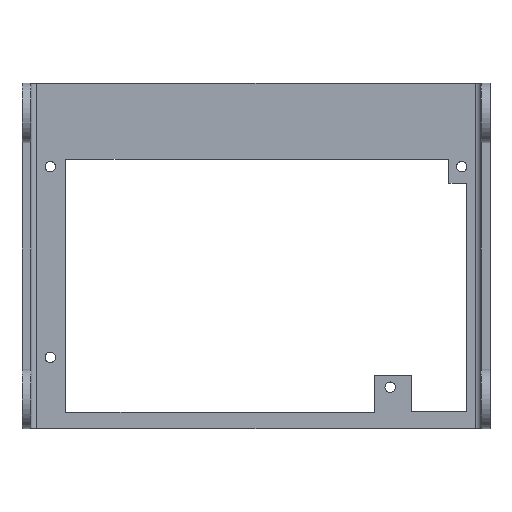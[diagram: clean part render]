
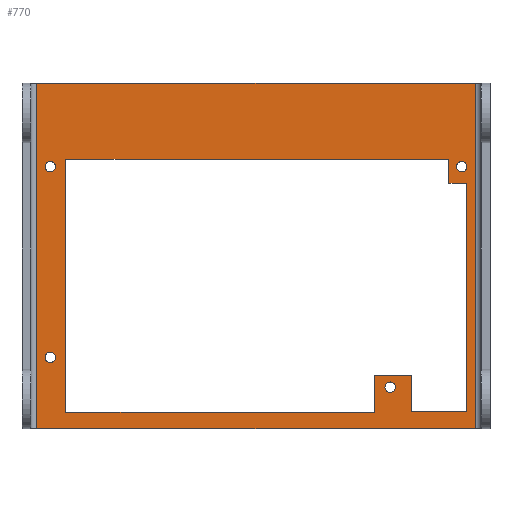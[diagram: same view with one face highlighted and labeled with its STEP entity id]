
A CAD part, top view. The second image highlights one B-rep face of the part: STEP entity #770.
In plain terms, the highlighted planar face has unit normal (0, 0, 1).
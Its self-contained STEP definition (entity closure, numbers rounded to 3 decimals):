
#23=FACE_BOUND('',#125,.T.);
#24=FACE_BOUND('',#126,.T.);
#25=FACE_BOUND('',#127,.T.);
#26=FACE_BOUND('',#128,.T.);
#27=FACE_BOUND('',#129,.T.);
#44=PLANE('',#842);
#78=FACE_OUTER_BOUND('',#124,.T.);
#124=EDGE_LOOP('',(#633,#634,#635,#636));
#125=EDGE_LOOP('',(#637,#638,#639,#640,#641,#642,#643,#644,#645,#646));
#126=EDGE_LOOP('',(#647));
#127=EDGE_LOOP('',(#648));
#128=EDGE_LOOP('',(#649));
#129=EDGE_LOOP('',(#650));
#152=LINE('',#1090,#232);
#159=LINE('',#1117,#239);
#194=LINE('',#1210,#274);
#195=LINE('',#1212,#275);
#196=LINE('',#1215,#276);
#197=LINE('',#1217,#277);
#198=LINE('',#1219,#278);
#199=LINE('',#1221,#279);
#200=LINE('',#1223,#280);
#201=LINE('',#1225,#281);
#202=LINE('',#1227,#282);
#203=LINE('',#1229,#283);
#204=LINE('',#1231,#284);
#205=LINE('',#1232,#285);
#232=VECTOR('',#876,10.);
#239=VECTOR('',#899,10.);
#274=VECTOR('',#994,10.);
#275=VECTOR('',#997,10.);
#276=VECTOR('',#998,10.);
#277=VECTOR('',#999,10.);
#278=VECTOR('',#1000,10.);
#279=VECTOR('',#1001,10.);
#280=VECTOR('',#1002,10.);
#281=VECTOR('',#1003,10.);
#282=VECTOR('',#1004,10.);
#283=VECTOR('',#1005,10.);
#284=VECTOR('',#1006,10.);
#285=VECTOR('',#1007,10.);
#331=CIRCLE('',#843,1.75);
#332=CIRCLE('',#844,1.75);
#333=CIRCLE('',#845,1.75);
#334=CIRCLE('',#846,1.75);
#339=VERTEX_POINT('',#1083);
#342=VERTEX_POINT('',#1088);
#351=VERTEX_POINT('',#1110);
#354=VERTEX_POINT('',#1115);
#383=VERTEX_POINT('',#1213);
#384=VERTEX_POINT('',#1214);
#385=VERTEX_POINT('',#1216);
#386=VERTEX_POINT('',#1218);
#387=VERTEX_POINT('',#1220);
#388=VERTEX_POINT('',#1222);
#389=VERTEX_POINT('',#1224);
#390=VERTEX_POINT('',#1226);
#391=VERTEX_POINT('',#1228);
#392=VERTEX_POINT('',#1230);
#393=VERTEX_POINT('',#1233);
#394=VERTEX_POINT('',#1235);
#395=VERTEX_POINT('',#1237);
#396=VERTEX_POINT('',#1239);
#414=EDGE_CURVE('',#342,#339,#152,.T.);
#427=EDGE_CURVE('',#354,#351,#159,.T.);
#474=EDGE_CURVE('',#339,#354,#194,.T.);
#475=EDGE_CURVE('',#342,#351,#195,.T.);
#476=EDGE_CURVE('',#383,#384,#196,.T.);
#477=EDGE_CURVE('',#384,#385,#197,.T.);
#478=EDGE_CURVE('',#385,#386,#198,.T.);
#479=EDGE_CURVE('',#386,#387,#199,.T.);
#480=EDGE_CURVE('',#387,#388,#200,.T.);
#481=EDGE_CURVE('',#388,#389,#201,.T.);
#482=EDGE_CURVE('',#389,#390,#202,.T.);
#483=EDGE_CURVE('',#390,#391,#203,.T.);
#484=EDGE_CURVE('',#391,#392,#204,.T.);
#485=EDGE_CURVE('',#392,#383,#205,.T.);
#486=EDGE_CURVE('',#393,#393,#331,.T.);
#487=EDGE_CURVE('',#394,#394,#332,.T.);
#488=EDGE_CURVE('',#395,#395,#333,.T.);
#489=EDGE_CURVE('',#396,#396,#334,.T.);
#633=ORIENTED_EDGE('',*,*,#414,.F.);
#634=ORIENTED_EDGE('',*,*,#475,.T.);
#635=ORIENTED_EDGE('',*,*,#427,.F.);
#636=ORIENTED_EDGE('',*,*,#474,.F.);
#637=ORIENTED_EDGE('',*,*,#476,.T.);
#638=ORIENTED_EDGE('',*,*,#477,.T.);
#639=ORIENTED_EDGE('',*,*,#478,.T.);
#640=ORIENTED_EDGE('',*,*,#479,.T.);
#641=ORIENTED_EDGE('',*,*,#480,.T.);
#642=ORIENTED_EDGE('',*,*,#481,.T.);
#643=ORIENTED_EDGE('',*,*,#482,.T.);
#644=ORIENTED_EDGE('',*,*,#483,.T.);
#645=ORIENTED_EDGE('',*,*,#484,.T.);
#646=ORIENTED_EDGE('',*,*,#485,.T.);
#647=ORIENTED_EDGE('',*,*,#486,.T.);
#648=ORIENTED_EDGE('',*,*,#487,.T.);
#649=ORIENTED_EDGE('',*,*,#488,.T.);
#650=ORIENTED_EDGE('',*,*,#489,.T.);
#770=ADVANCED_FACE('',(#78,#23,#24,#25,#26,#27),#44,.T.);
#842=AXIS2_PLACEMENT_3D('',#1211,#995,#996);
#843=AXIS2_PLACEMENT_3D('',#1234,#1008,#1009);
#844=AXIS2_PLACEMENT_3D('',#1236,#1010,#1011);
#845=AXIS2_PLACEMENT_3D('',#1238,#1012,#1013);
#846=AXIS2_PLACEMENT_3D('',#1240,#1014,#1015);
#876=DIRECTION('',(0.,1.,0.));
#899=DIRECTION('',(0.,-1.,0.));
#994=DIRECTION('',(1.,0.,0.));
#995=DIRECTION('center_axis',(0.,0.,1.));
#996=DIRECTION('ref_axis',(1.,0.,0.));
#997=DIRECTION('',(1.,0.,0.));
#998=DIRECTION('',(0.,1.,0.));
#999=DIRECTION('',(-1.,0.,0.));
#1000=DIRECTION('',(0.,-1.,0.));
#1001=DIRECTION('',(-1.,0.,0.));
#1002=DIRECTION('',(0.,1.,0.));
#1003=DIRECTION('',(1.,0.,0.));
#1004=DIRECTION('',(0.,-1.,0.));
#1005=DIRECTION('',(1.,0.,0.));
#1006=DIRECTION('',(0.,-1.,0.));
#1007=DIRECTION('',(-1.,0.,0.));
#1008=DIRECTION('center_axis',(0.,0.,-1.));
#1009=DIRECTION('ref_axis',(1.,0.,0.));
#1010=DIRECTION('center_axis',(0.,0.,-1.));
#1011=DIRECTION('ref_axis',(1.,0.,0.));
#1012=DIRECTION('center_axis',(0.,0.,-1.));
#1013=DIRECTION('ref_axis',(1.,0.,0.));
#1014=DIRECTION('center_axis',(0.,0.,-1.));
#1015=DIRECTION('ref_axis',(1.,0.,0.));
#1083=CARTESIAN_POINT('',(-4.5,108.,2.));
#1088=CARTESIAN_POINT('',(-4.5,-8.,2.));
#1090=CARTESIAN_POINT('',(-4.5,16.,2.));
#1110=CARTESIAN_POINT('',(142.5,-8.,2.));
#1115=CARTESIAN_POINT('',(142.5,108.,2.));
#1117=CARTESIAN_POINT('',(142.5,74.,2.));
#1210=CARTESIAN_POINT('',(-9.5,108.,2.));
#1211=CARTESIAN_POINT('Origin',(69.,40.,2.));
#1212=CARTESIAN_POINT('',(147.5,-8.,2.));
#1213=CARTESIAN_POINT('',(121.24,-2.134,2.));
#1214=CARTESIAN_POINT('',(121.24,10.001,2.));
#1215=CARTESIAN_POINT('',(121.24,25.001,2.));
#1216=CARTESIAN_POINT('',(108.781,10.001,2.));
#1217=CARTESIAN_POINT('',(133.699,10.001,2.));
#1218=CARTESIAN_POINT('',(108.781,-2.445,2.));
#1219=CARTESIAN_POINT('',(108.781,82.445,2.));
#1220=CARTESIAN_POINT('',(5.219,-2.445,2.));
#1221=CARTESIAN_POINT('',(108.781,-2.445,2.));
#1222=CARTESIAN_POINT('',(5.219,82.445,2.));
#1223=CARTESIAN_POINT('',(5.219,-2.445,2.));
#1224=CARTESIAN_POINT('',(133.699,82.445,2.));
#1225=CARTESIAN_POINT('',(108.781,82.445,2.));
#1226=CARTESIAN_POINT('',(133.699,74.342,2.));
#1227=CARTESIAN_POINT('',(133.699,82.445,2.));
#1228=CARTESIAN_POINT('',(139.733,74.342,2.));
#1229=CARTESIAN_POINT('',(104.367,74.342,2.));
#1230=CARTESIAN_POINT('',(139.733,-2.134,2.));
#1231=CARTESIAN_POINT('',(139.733,18.933,2.));
#1232=CARTESIAN_POINT('',(95.12,-2.134,2.));
#1233=CARTESIAN_POINT('',(112.25,6.,2.));
#1234=CARTESIAN_POINT('Origin',(114.,6.,2.));
#1235=CARTESIAN_POINT('',(-1.75,16.,2.));
#1236=CARTESIAN_POINT('Origin',(0.,16.,2.));
#1237=CARTESIAN_POINT('',(-1.75,80.,2.));
#1238=CARTESIAN_POINT('Origin',(0.,80.,2.));
#1239=CARTESIAN_POINT('',(136.25,80.,2.));
#1240=CARTESIAN_POINT('Origin',(138.,80.,2.));
